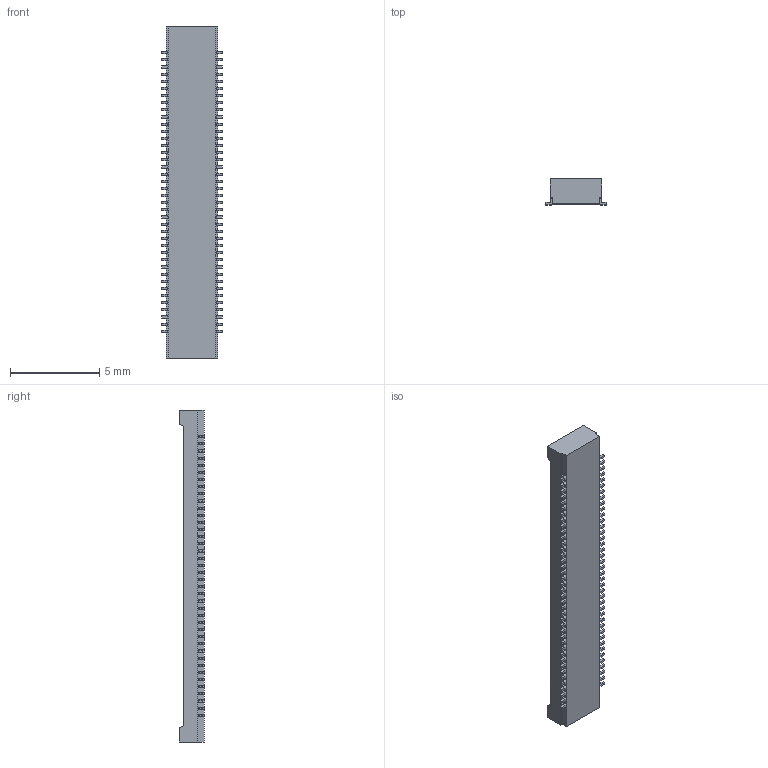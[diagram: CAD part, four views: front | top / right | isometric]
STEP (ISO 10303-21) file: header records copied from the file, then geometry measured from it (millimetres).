
FILE_DESCRIPTION(('CoCreate Modeling STEP Export'),'2;1');
FILE_NAME('DF40C-80DS.stp','2009-12-09T17:13:59',(''),(''),'CoCreate Modeling STEP processor for AP214 (Solid Model)','CoCreate Modeling 16.00B 02-Dec-2008 (C) Parametric Technology GmbH','');
FILE_SCHEMA(('AUTOMOTIVE_DESIGN { 1 0 10303 214 1 1 1 1 }'));
Length unit declared in the file: millimetre
Products named in the file (1): C80
Bounding box: 3.38 x 1.45 x 18.6 mm (x, y, z)
Volume: 46.5 mm3; surface area: 246.8 mm2
Topology: 1 solids, 1 shells, 1853 faces, 5024 edges, 3336 vertices
Faces by surface type: plane 1429, cylinder 412, cone 12
Entity records: 55940 total; most frequent: ORIENTED_EDGE 10048, CARTESIAN_POINT 9822, DIRECTION 8782, EDGE_CURVE 5024, VECTOR 4178, LINE 4178, VERTEX_POINT 3336, AXIS2_PLACEMENT_3D 2302
